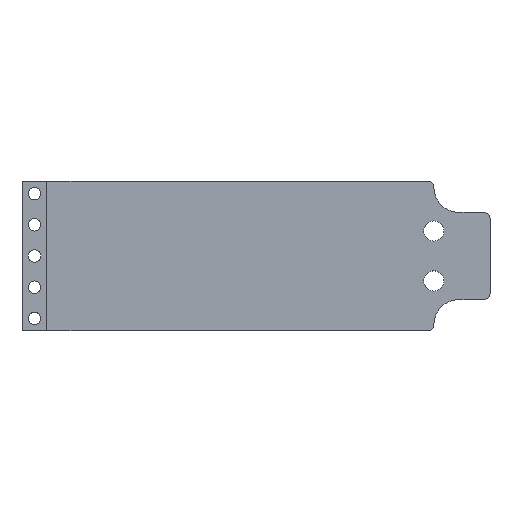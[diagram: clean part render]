
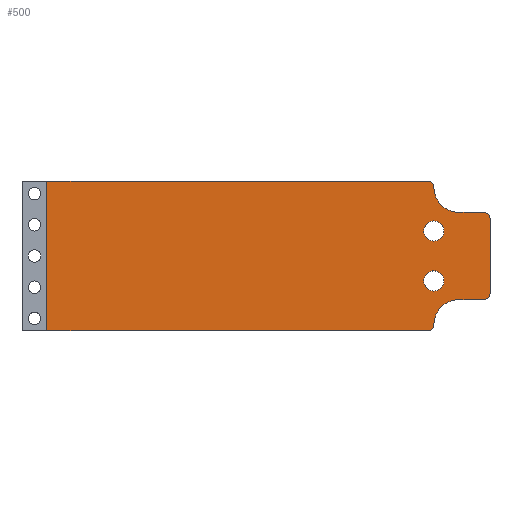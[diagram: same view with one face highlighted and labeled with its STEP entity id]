
A CAD part, top view. The second image highlights one B-rep face of the part: STEP entity #500.
In plain terms, the highlighted planar face has unit normal (0, 0, 1).
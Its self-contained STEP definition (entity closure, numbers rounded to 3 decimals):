
#27=FACE_BOUND('',#97,.T.);
#28=FACE_BOUND('',#98,.T.);
#38=PLANE('',#570);
#61=FACE_OUTER_BOUND('',#96,.T.);
#96=EDGE_LOOP('',(#449,#450,#451,#452,#453,#454,#455,#456,#457,#458,#459,
#460));
#97=EDGE_LOOP('',(#461,#462));
#98=EDGE_LOOP('',(#463,#464));
#107=LINE('',#770,#144);
#115=LINE('',#789,#152);
#118=LINE('',#798,#155);
#124=LINE('',#813,#161);
#132=LINE('',#857,#169);
#135=LINE('',#863,#172);
#144=VECTOR('',#615,10.);
#152=VECTOR('',#633,10.);
#155=VECTOR('',#642,10.);
#161=VECTOR('',#658,10.);
#169=VECTOR('',#710,10.);
#172=VECTOR('',#719,10.);
#173=CIRCLE('',#516,1.);
#187=CIRCLE('',#533,1.);
#188=CIRCLE('',#535,1.);
#189=CIRCLE('',#538,1.);
#190=CIRCLE('',#541,4.);
#191=CIRCLE('',#543,4.);
#192=CIRCLE('',#546,1.621);
#193=CIRCLE('',#547,1.621);
#194=CIRCLE('',#549,1.621);
#195=CIRCLE('',#550,1.621);
#206=VERTEX_POINT('',#724);
#207=VERTEX_POINT('',#725);
#227=VERTEX_POINT('',#769);
#228=VERTEX_POINT('',#773);
#229=VERTEX_POINT('',#777);
#230=VERTEX_POINT('',#778);
#233=VERTEX_POINT('',#787);
#234=VERTEX_POINT('',#791);
#235=VERTEX_POINT('',#792);
#236=VERTEX_POINT('',#797);
#239=VERTEX_POINT('',#805);
#240=VERTEX_POINT('',#809);
#241=VERTEX_POINT('',#815);
#242=VERTEX_POINT('',#816);
#243=VERTEX_POINT('',#821);
#244=VERTEX_POINT('',#822);
#255=EDGE_CURVE('',#206,#207,#173,.T.);
#277=EDGE_CURVE('',#227,#207,#107,.T.);
#279=EDGE_CURVE('',#227,#228,#187,.T.);
#281=EDGE_CURVE('',#229,#230,#188,.T.);
#287=EDGE_CURVE('',#229,#233,#115,.T.);
#288=EDGE_CURVE('',#234,#235,#189,.T.);
#291=EDGE_CURVE('',#236,#235,#118,.T.);
#295=EDGE_CURVE('',#230,#239,#190,.T.);
#298=EDGE_CURVE('',#240,#234,#191,.T.);
#299=EDGE_CURVE('',#240,#228,#124,.T.);
#300=EDGE_CURVE('',#241,#242,#192,.T.);
#301=EDGE_CURVE('',#242,#241,#193,.T.);
#303=EDGE_CURVE('',#243,#244,#194,.T.);
#304=EDGE_CURVE('',#244,#243,#195,.T.);
#321=EDGE_CURVE('',#233,#236,#132,.T.);
#324=EDGE_CURVE('',#206,#239,#135,.T.);
#449=ORIENTED_EDGE('',*,*,#255,.F.);
#450=ORIENTED_EDGE('',*,*,#324,.T.);
#451=ORIENTED_EDGE('',*,*,#295,.F.);
#452=ORIENTED_EDGE('',*,*,#281,.F.);
#453=ORIENTED_EDGE('',*,*,#287,.T.);
#454=ORIENTED_EDGE('',*,*,#321,.T.);
#455=ORIENTED_EDGE('',*,*,#291,.T.);
#456=ORIENTED_EDGE('',*,*,#288,.F.);
#457=ORIENTED_EDGE('',*,*,#298,.F.);
#458=ORIENTED_EDGE('',*,*,#299,.T.);
#459=ORIENTED_EDGE('',*,*,#279,.F.);
#460=ORIENTED_EDGE('',*,*,#277,.T.);
#461=ORIENTED_EDGE('',*,*,#300,.T.);
#462=ORIENTED_EDGE('',*,*,#301,.T.);
#463=ORIENTED_EDGE('',*,*,#303,.T.);
#464=ORIENTED_EDGE('',*,*,#304,.T.);
#500=ADVANCED_FACE('',(#61,#27,#28),#38,.T.);
#516=AXIS2_PLACEMENT_3D('',#726,#575,#576);
#533=AXIS2_PLACEMENT_3D('',#774,#619,#620);
#535=AXIS2_PLACEMENT_3D('',#779,#624,#625);
#538=AXIS2_PLACEMENT_3D('',#793,#636,#637);
#541=AXIS2_PLACEMENT_3D('',#806,#648,#649);
#543=AXIS2_PLACEMENT_3D('',#811,#654,#655);
#546=AXIS2_PLACEMENT_3D('',#817,#661,#662);
#547=AXIS2_PLACEMENT_3D('',#818,#663,#664);
#549=AXIS2_PLACEMENT_3D('',#823,#668,#669);
#550=AXIS2_PLACEMENT_3D('',#824,#670,#671);
#570=AXIS2_PLACEMENT_3D('',#864,#720,#721);
#575=DIRECTION('center_axis',(0.,0.,-1.));
#576=DIRECTION('ref_axis',(0.707,0.707,0.));
#615=DIRECTION('',(0.,1.,0.));
#619=DIRECTION('center_axis',(0.,0.,-1.));
#620=DIRECTION('ref_axis',(0.707,-0.707,0.));
#624=DIRECTION('center_axis',(0.,0.,-1.));
#625=DIRECTION('ref_axis',(0.707,0.707,0.));
#633=DIRECTION('',(-1.,0.,0.));
#636=DIRECTION('center_axis',(0.,0.,-1.));
#637=DIRECTION('ref_axis',(0.707,-0.707,0.));
#642=DIRECTION('',(1.,0.,0.));
#648=DIRECTION('center_axis',(0.,0.,1.));
#649=DIRECTION('ref_axis',(-0.707,-0.707,0.));
#654=DIRECTION('center_axis',(0.,0.,1.));
#655=DIRECTION('ref_axis',(-0.707,0.707,0.));
#658=DIRECTION('',(1.,0.,0.));
#661=DIRECTION('center_axis',(0.,0.,-1.));
#662=DIRECTION('ref_axis',(1.,0.,0.));
#663=DIRECTION('center_axis',(0.,0.,-1.));
#664=DIRECTION('ref_axis',(1.,0.,0.));
#668=DIRECTION('center_axis',(0.,0.,-1.));
#669=DIRECTION('ref_axis',(1.,0.,0.));
#670=DIRECTION('center_axis',(0.,0.,-1.));
#671=DIRECTION('ref_axis',(1.,0.,0.));
#710=DIRECTION('',(0.,-1.,0.));
#719=DIRECTION('',(-1.,0.,0.));
#720=DIRECTION('center_axis',(0.,0.,1.));
#721=DIRECTION('ref_axis',(1.,0.,0.));
#724=CARTESIAN_POINT('',(74.,7.,4.));
#725=CARTESIAN_POINT('',(75.,6.,4.));
#726=CARTESIAN_POINT('Origin',(74.,6.,4.));
#769=CARTESIAN_POINT('',(75.,-6.,4.));
#770=CARTESIAN_POINT('',(75.,7.,4.));
#773=CARTESIAN_POINT('',(74.,-7.,4.));
#774=CARTESIAN_POINT('Origin',(74.,-6.,4.));
#777=CARTESIAN_POINT('',(65.,12.,4.));
#778=CARTESIAN_POINT('',(66.,11.,4.));
#779=CARTESIAN_POINT('Origin',(65.,11.,4.));
#787=CARTESIAN_POINT('',(4.,12.,4.));
#789=CARTESIAN_POINT('',(0.,12.,4.));
#791=CARTESIAN_POINT('',(66.,-11.,4.));
#792=CARTESIAN_POINT('',(65.,-12.,4.));
#793=CARTESIAN_POINT('Origin',(65.,-11.,4.));
#797=CARTESIAN_POINT('',(4.,-12.,4.));
#798=CARTESIAN_POINT('',(66.,-12.,4.));
#805=CARTESIAN_POINT('',(70.,7.,4.));
#806=CARTESIAN_POINT('Origin',(70.,11.,4.));
#809=CARTESIAN_POINT('',(70.,-7.,4.));
#811=CARTESIAN_POINT('Origin',(70.,-11.,4.));
#813=CARTESIAN_POINT('',(75.,-7.,4.));
#815=CARTESIAN_POINT('',(67.621,-4.,4.));
#816=CARTESIAN_POINT('',(64.379,-4.,4.));
#817=CARTESIAN_POINT('Origin',(66.,-4.,4.));
#818=CARTESIAN_POINT('Origin',(66.,-4.,4.));
#821=CARTESIAN_POINT('',(67.621,4.,4.));
#822=CARTESIAN_POINT('',(64.379,4.,4.));
#823=CARTESIAN_POINT('Origin',(66.,4.,4.));
#824=CARTESIAN_POINT('Origin',(66.,4.,4.));
#857=CARTESIAN_POINT('',(4.,6.,4.));
#863=CARTESIAN_POINT('',(66.,7.,4.));
#864=CARTESIAN_POINT('Origin',(37.045,0.,4.));
